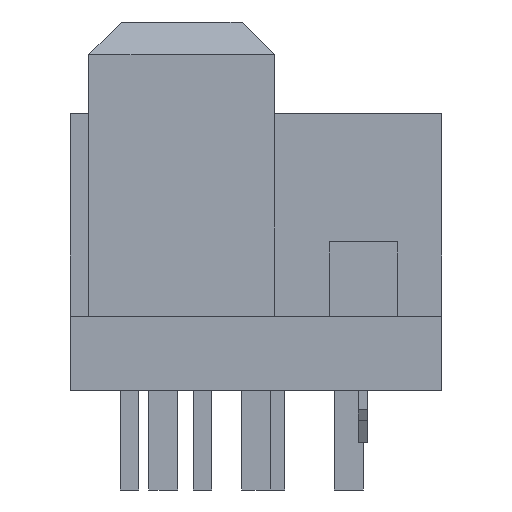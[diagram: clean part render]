
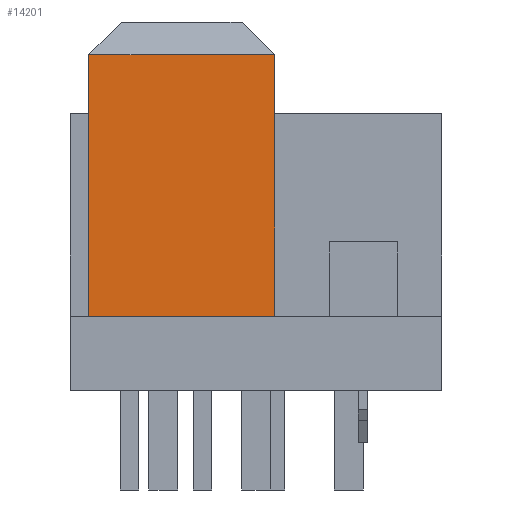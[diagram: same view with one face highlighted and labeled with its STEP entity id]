
A CAD part, left-side view. The second image highlights one B-rep face of the part: STEP entity #14201.
In plain terms, the highlighted planar face has unit normal (-1, 0, 0).
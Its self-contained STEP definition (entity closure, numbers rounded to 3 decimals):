
#130 = CARTESIAN_POINT ( 'NONE',  ( -12.577, 4.572, -3.008 ) ) ;
#476 = CARTESIAN_POINT ( 'NONE',  ( -12.577, -0.508, -3.008 ) ) ;
#674 = CARTESIAN_POINT ( 'NONE',  ( -12.577, 6.225, -3.008 ) ) ;
#766 = EDGE_CURVE ( 'NONE', #12292, #12650, #7970, .T. ) ;
#1743 = LINE ( 'NONE', #674, #14052 ) ;
#1926 = DIRECTION ( 'NONE',  ( 0., -1., 0. ) ) ;
#2103 = ORIENTED_EDGE ( 'NONE', *, *, #3180, .F. ) ;
#2515 = VERTEX_POINT ( 'NONE', #5274 ) ;
#2580 = VECTOR ( 'NONE', #12941, 1000. ) ;
#2768 = LINE ( 'NONE', #476, #2580 ) ;
#2947 = ORIENTED_EDGE ( 'NONE', *, *, #5023, .T. ) ;
#3180 = EDGE_CURVE ( 'NONE', #2515, #12292, #3754, .T. ) ;
#3385 = EDGE_CURVE ( 'NONE', #12650, #13341, #2768, .T. ) ;
#3622 = EDGE_LOOP ( 'NONE', ( #5003, #9434, #2103, #2947 ) ) ;
#3754 = LINE ( 'NONE', #130, #4498 ) ;
#4498 = VECTOR ( 'NONE', #11151, 1000. ) ;
#5003 = ORIENTED_EDGE ( 'NONE', *, *, #3385, .F. ) ;
#5023 = EDGE_CURVE ( 'NONE', #2515, #13341, #1743, .T. ) ;
#5088 = CARTESIAN_POINT ( 'NONE',  ( -12.577, -0.508, 4.151 ) ) ;
#5274 = CARTESIAN_POINT ( 'NONE',  ( -12.577, 4.572, -3.008 ) ) ;
#5960 = FACE_OUTER_BOUND ( 'NONE', #3622, .T. ) ;
#6139 = AXIS2_PLACEMENT_3D ( 'NONE', #15493, #8212, #14304 ) ;
#7004 = CARTESIAN_POINT ( 'NONE',  ( -12.577, 4.572, 4.151 ) ) ;
#7970 = LINE ( 'NONE', #8592, #8747 ) ;
#8212 = DIRECTION ( 'NONE',  ( 1., 0., 0. ) ) ;
#8592 = CARTESIAN_POINT ( 'NONE',  ( -12.577, 6.225, 4.151 ) ) ;
#8747 = VECTOR ( 'NONE', #10967, 1000. ) ;
#9434 = ORIENTED_EDGE ( 'NONE', *, *, #766, .F. ) ;
#10967 = DIRECTION ( 'NONE',  ( 0., -1., 0. ) ) ;
#11151 = DIRECTION ( 'NONE',  ( 0., 0., 1. ) ) ;
#12292 = VERTEX_POINT ( 'NONE', #7004 ) ;
#12650 = VERTEX_POINT ( 'NONE', #5088 ) ;
#12941 = DIRECTION ( 'NONE',  ( 0., 0., -1. ) ) ;
#13341 = VERTEX_POINT ( 'NONE', #15878 ) ;
#14052 = VECTOR ( 'NONE', #1926, 1000. ) ;
#14201 = ADVANCED_FACE ( 'NONE', ( #5960 ), #14248, .F. ) ;
#14248 = PLANE ( 'NONE',  #6139 ) ;
#14304 = DIRECTION ( 'NONE',  ( 0., 0., -1. ) ) ;
#15493 = CARTESIAN_POINT ( 'NONE',  ( -12.577, 6.225, -3.008 ) ) ;
#15878 = CARTESIAN_POINT ( 'NONE',  ( -12.577, -0.508, -3.008 ) ) ;
